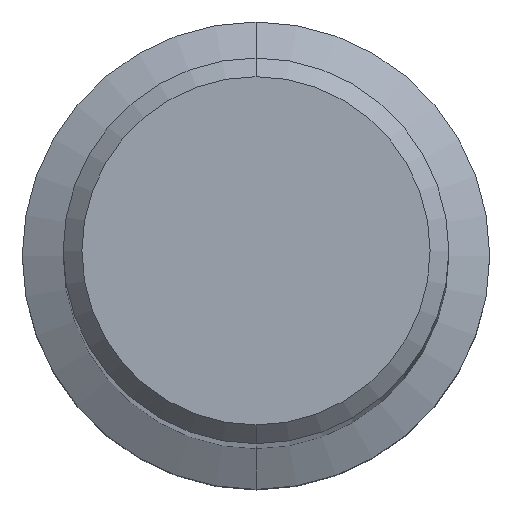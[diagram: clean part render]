
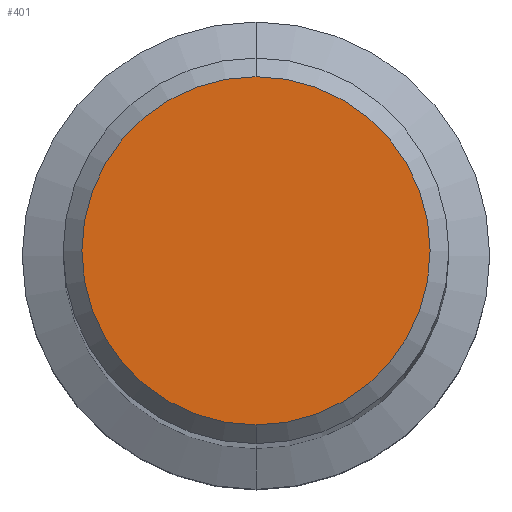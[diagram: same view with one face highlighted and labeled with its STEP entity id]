
A CAD part, top view. The second image highlights one B-rep face of the part: STEP entity #401.
In plain terms, the highlighted planar face has unit normal (0, 0, 1).
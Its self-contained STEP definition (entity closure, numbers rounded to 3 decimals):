
#331=VERTEX_POINT('',#700);
#385=EDGE_CURVE('',#469,#331,#758,.T.);
#401=ADVANCED_FACE('',(#776),#777,.T.);
#457=EDGE_CURVE('',#331,#469,#843,.T.);
#469=VERTEX_POINT('',#857);
#700=CARTESIAN_POINT('',(0.,-7.45,0.0));
#758=CIRCLE('',#1457,7.45);
#776=FACE_OUTER_BOUND('',#1489,.T.);
#777=PLANE('',#1490);
#843=CIRCLE('',#1575,7.45);
#857=CARTESIAN_POINT('',(0.0,7.45,0.0));
#1457=AXIS2_PLACEMENT_3D('',#1940,#1941,#1942);
#1489=EDGE_LOOP('',(#1962,#1963));
#1490=AXIS2_PLACEMENT_3D('',#1964,#1965,#1966);
#1575=AXIS2_PLACEMENT_3D('',#2058,#2059,#2060);
#1940=CARTESIAN_POINT('',(0.0,0.0,0.0));
#1941=DIRECTION('',(0.0,0.0,-1.0));
#1942=DIRECTION('',(0.0,1.0,0.0));
#1962=ORIENTED_EDGE('',*,*,#385,.F.);
#1963=ORIENTED_EDGE('',*,*,#457,.F.);
#1964=CARTESIAN_POINT('',(0.0,3.725,0.0));
#1965=DIRECTION('',(-0.0,0.0,1.0));
#1966=DIRECTION('',(0.0,-1.0,0.0));
#2058=CARTESIAN_POINT('',(0.0,0.0,0.0));
#2059=DIRECTION('',(0.0,0.0,-1.0));
#2060=DIRECTION('',(0.0,1.0,0.0));
